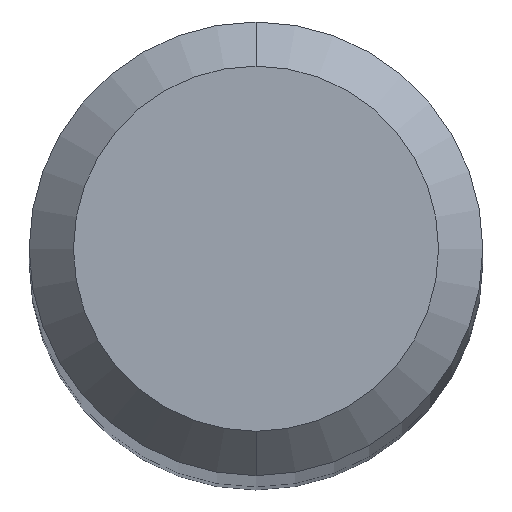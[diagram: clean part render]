
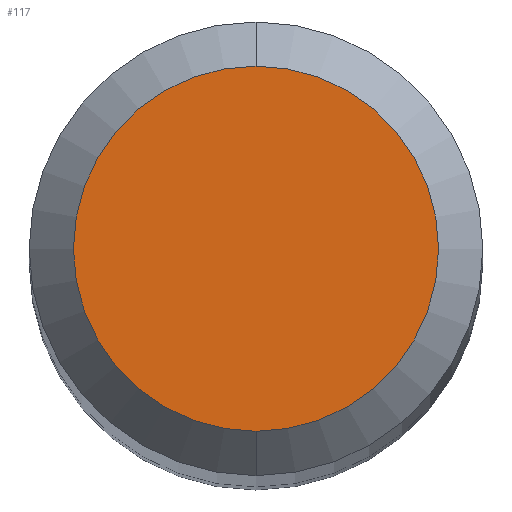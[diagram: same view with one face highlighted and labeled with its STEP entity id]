
A CAD part, top view. The second image highlights one B-rep face of the part: STEP entity #117.
In plain terms, the highlighted planar face has unit normal (0, 0, 1).
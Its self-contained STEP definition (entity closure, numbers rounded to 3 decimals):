
#3 = FACE_OUTER_BOUND ( 'NONE', #159, .T. ) ;
#23 = DIRECTION ( 'NONE',  ( 0., 1., 0. ) ) ;
#24 = CARTESIAN_POINT ( 'NONE',  ( 0., 0., 38. ) ) ;
#36 = CARTESIAN_POINT ( 'NONE',  ( 0., 0., 38. ) ) ;
#80 = AXIS2_PLACEMENT_3D ( 'NONE', #36, #116, #145 ) ;
#85 = CIRCLE ( 'NONE', #80, 0.825 ) ;
#88 = ORIENTED_EDGE ( 'NONE', *, *, #319, .F. ) ;
#116 = DIRECTION ( 'NONE',  ( 0., 0., -1. ) ) ;
#117 = ADVANCED_FACE ( 'NONE', ( #3 ), #226, .F. ) ;
#123 = CARTESIAN_POINT ( 'NONE',  ( 0., 0., 38. ) ) ;
#144 = VERTEX_POINT ( 'NONE', #174 ) ;
#145 = DIRECTION ( 'NONE',  ( 0., 1., 0. ) ) ;
#148 = AXIS2_PLACEMENT_3D ( 'NONE', #123, #275, #198 ) ;
#159 = EDGE_LOOP ( 'NONE', ( #88, #187 ) ) ;
#169 = CARTESIAN_POINT ( 'NONE',  ( 0., -0.825, 38. ) ) ;
#174 = CARTESIAN_POINT ( 'NONE',  ( 0., 0.825, 38. ) ) ;
#187 = ORIENTED_EDGE ( 'NONE', *, *, #244, .F. ) ;
#198 = DIRECTION ( 'NONE',  ( 0., 1., 0. ) ) ;
#211 = CIRCLE ( 'NONE', #148, 0.825 ) ;
#218 = AXIS2_PLACEMENT_3D ( 'NONE', #24, #285, #23 ) ;
#226 = PLANE ( 'NONE',  #218 ) ;
#244 = EDGE_CURVE ( 'NONE', #312, #144, #85, .T. ) ;
#275 = DIRECTION ( 'NONE',  ( 0., 0., -1. ) ) ;
#285 = DIRECTION ( 'NONE',  ( 0., 0., -1. ) ) ;
#312 = VERTEX_POINT ( 'NONE', #169 ) ;
#319 = EDGE_CURVE ( 'NONE', #144, #312, #211, .T. ) ;
